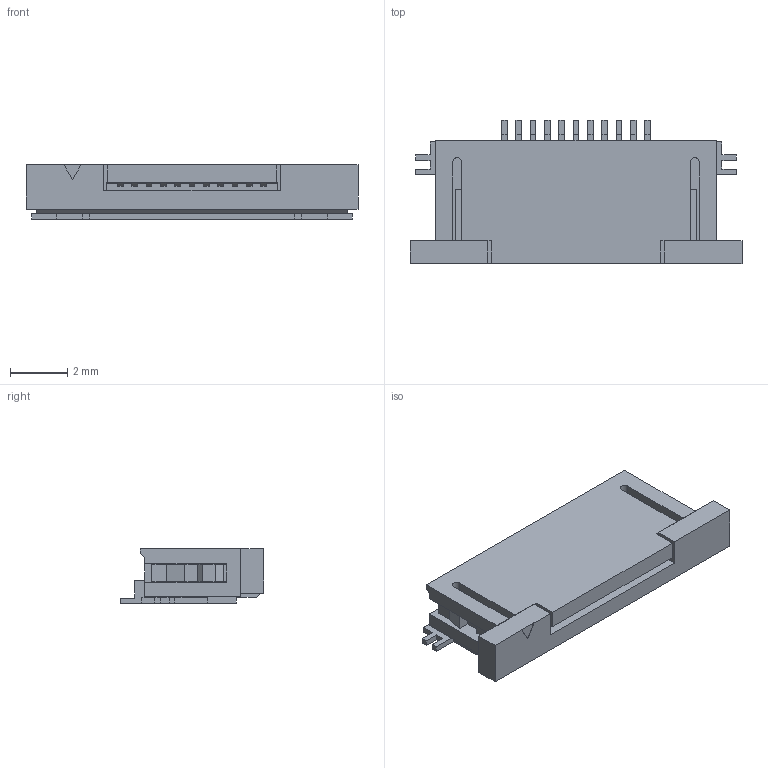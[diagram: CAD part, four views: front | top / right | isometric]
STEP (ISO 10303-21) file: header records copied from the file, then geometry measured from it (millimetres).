
FILE_DESCRIPTION(('FreeCAD Model'),'2;1');
FILE_NAME('Open CASCADE Shape Model','2023-05-19T12:37:07',( 'kicad StepUp'),('ksu MCAD'),'Open CASCADE STEP processor 7.6', 'FreeCAD','Unknown');
FILE_SCHEMA(('AUTOMOTIVE_DESIGN { 1 0 10303 214 1 1 1 1 }'));
Length unit declared in the file: millimetre
Products named in the file (1): 527451197wbm000_01
Bounding box: 11.6 x 5 x 1.91 mm (x, y, z)
Volume: 67.9 mm3; surface area: 271.7 mm2
Topology: 1 solids, 1 shells, 328 faces, 987 edges, 656 vertices
Faces by surface type: plane 302, cylinder 26
Entity records: 10953 total; most frequent: ORIENTED_EDGE 1974, CARTESIAN_POINT 1972, DIRECTION 1697, EDGE_CURVE 987, LINE 935, VECTOR 935, VERTEX_POINT 656, AXIS2_PLACEMENT_3D 381
